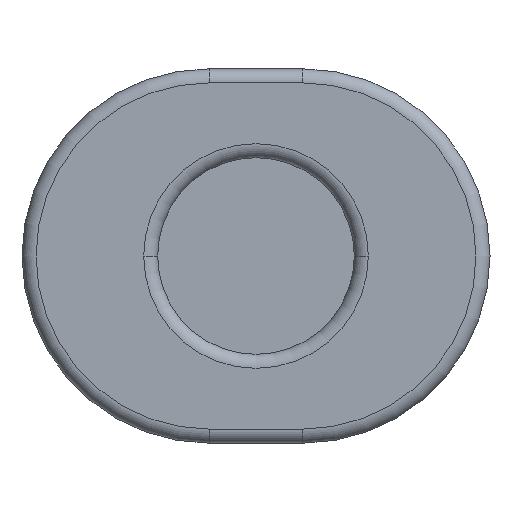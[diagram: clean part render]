
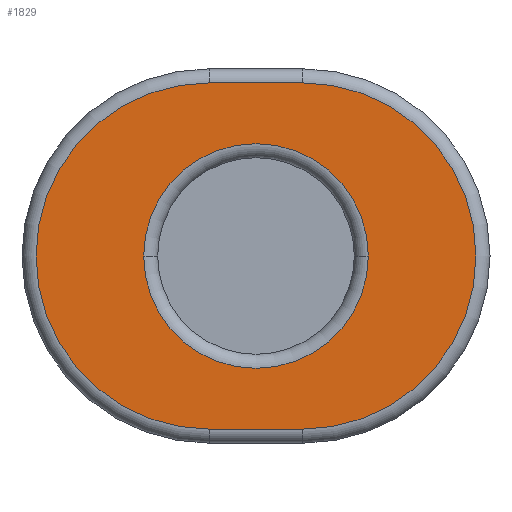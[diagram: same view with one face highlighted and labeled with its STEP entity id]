
A CAD part, front view. The second image highlights one B-rep face of the part: STEP entity #1829.
In plain terms, the highlighted planar face has unit normal (0, -1, 0).
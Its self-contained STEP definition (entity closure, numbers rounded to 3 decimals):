
#495=CARTESIAN_POINT('',(2.4,-11.5,0.));
#496=VERTEX_POINT('',#495);
#504=CARTESIAN_POINT('',(-2.4,-11.5,0.));
#505=VERTEX_POINT('',#504);
#506=CARTESIAN_POINT('',(0.0,-11.5,0.));
#507=DIRECTION('',(0.0,-1.0,0.0));
#508=DIRECTION('',(1.0,0.0,0.0));
#509=AXIS2_PLACEMENT_3D('',#506,#507,#508);
#510=CIRCLE('',#509,2.4);
#511=EDGE_CURVE('',#496,#505,#510,.T.);
#1642=CARTESIAN_POINT('',(-1.0,-11.5,-3.7));
#1643=VERTEX_POINT('',#1642);
#1644=CARTESIAN_POINT('',(-1.,-11.5,3.7));
#1645=VERTEX_POINT('',#1644);
#1646=CARTESIAN_POINT('',(-1.0,-11.5,0.));
#1647=DIRECTION('',(0.0,1.0,0.0));
#1648=DIRECTION('',(-1.0,0.0,0.0));
#1649=AXIS2_PLACEMENT_3D('',#1646,#1647,#1648);
#1650=CIRCLE('',#1649,3.7);
#1651=EDGE_CURVE('',#1643,#1645,#1650,.T.);
#1686=CARTESIAN_POINT('',(1.,-11.5,3.7));
#1687=VERTEX_POINT('',#1686);
#1688=CARTESIAN_POINT('',(-1.,-11.5,3.7));
#1689=DIRECTION('',(1.0,0.0,0.0));
#1690=VECTOR('',#1689,2.);
#1691=LINE('',#1688,#1690);
#1692=EDGE_CURVE('',#1645,#1687,#1691,.T.);
#1726=CARTESIAN_POINT('',(1.0,-11.5,-3.7));
#1727=VERTEX_POINT('',#1726);
#1735=CARTESIAN_POINT('',(1.0,-11.5,-3.7));
#1736=DIRECTION('',(-1.0,0.0,0.0));
#1737=VECTOR('',#1736,2.0);
#1738=LINE('',#1735,#1737);
#1739=EDGE_CURVE('',#1727,#1643,#1738,.T.);
#1750=CARTESIAN_POINT('',(1.0,-11.5,0.));
#1751=DIRECTION('',(0.,1.0,0.));
#1752=DIRECTION('',(1.0,0.,0.));
#1753=AXIS2_PLACEMENT_3D('',#1750,#1751,#1752);
#1754=CIRCLE('',#1753,3.7);
#1755=EDGE_CURVE('',#1687,#1727,#1754,.T.);
#1808=CARTESIAN_POINT('',(0.,-11.5,0.));
#1809=DIRECTION('',(0.0,1.0,0.0));
#1810=DIRECTION('',(1.0,0.0,0.0));
#1811=AXIS2_PLACEMENT_3D('',#1808,#1809,#1810);
#1812=PLANE('',#1811);
#1813=ORIENTED_EDGE('',*,*,#1651,.F.);
#1814=ORIENTED_EDGE('',*,*,#1739,.F.);
#1815=ORIENTED_EDGE('',*,*,#1755,.F.);
#1816=ORIENTED_EDGE('',*,*,#1692,.F.);
#1817=EDGE_LOOP('',(#1813,#1814,#1815,#1816));
#1818=FACE_OUTER_BOUND('',#1817,.T.);
#1819=CARTESIAN_POINT('',(0.0,-11.5,0.));
#1820=DIRECTION('',(0.0,-1.0,0.0));
#1821=DIRECTION('',(1.0,0.0,0.0));
#1822=AXIS2_PLACEMENT_3D('',#1819,#1820,#1821);
#1823=CIRCLE('',#1822,2.4);
#1824=EDGE_CURVE('',#505,#496,#1823,.T.);
#1825=ORIENTED_EDGE('',*,*,#1824,.F.);
#1826=ORIENTED_EDGE('',*,*,#511,.F.);
#1827=EDGE_LOOP('',(#1825,#1826));
#1828=FACE_BOUND('',#1827,.T.);
#1829=ADVANCED_FACE('',(#1818,#1828),#1812,.F.);
